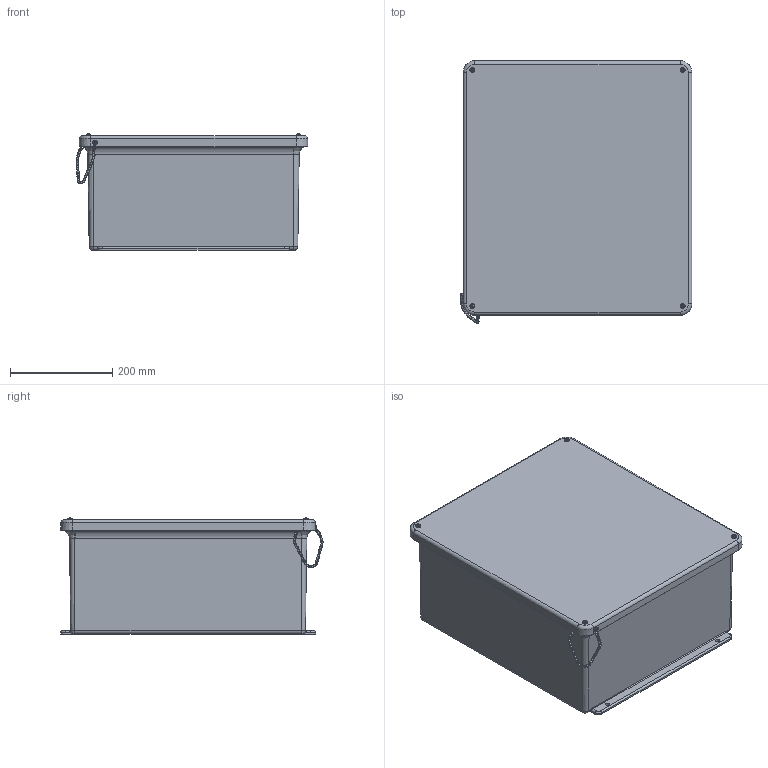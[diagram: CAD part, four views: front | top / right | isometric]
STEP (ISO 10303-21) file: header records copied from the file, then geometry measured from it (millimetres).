
FILE_DESCRIPTION(/* description */ (''),/* implementation_level */ '2;1');
FILE_NAME(/* name */ 'HW-J181608SC.stp',/* time_stamp */ '2014-03-17T09:08:51-05:00',/* author */ ('pmescher'),/* organization */ (''),/* preprocessor_version */ 'ST-DEVELOPER v15.2',/* originating_system */ 'Autodesk Inventor 2014',/* authorisation */ '');
FILE_SCHEMA (('AUTOMOTIVE_DESIGN { 1 0 10303 214 3 1 1 }'));
Length unit declared in the file: inch
Products named in the file (21): J1816W_1; RMINS45821P_61; RMINS45821P_62; RMINS45821P_63; RMINS45821P_64; RMINS45821P_65; RMINS45821P_66; RMINS45821P_67; RMINS45821P_68; J1816BW; J1816WCVR; GASKET_1816; WP1816WU; END; CURVED CHAIN_1816; 10SS_1816; RMSC10X063PHCPH; RMWAS283X126X026; RMRIV44; RMRIV43; J1816W_STP
Bounding box: 453.08 x 513.64 x 227.15 mm (x, y, z)
Volume: 4241866.8 mm3; surface area: 1710011.1 mm2
Topology: 21 solids, 21 shells, 867 faces, 2177 edges, 1369 vertices
Faces by surface type: cylinder 289, cone 213, plane 189, bspline 88, torus 52, sphere 36
Full cylindrical faces by diameter (mm): 3.175 x2, 3.2 x1, 3.556 x7, 3.683 x4, 3.861 x5, 3.962 x7, 3.967 x80, 4.762 x2, 4.826 x80, 5.537 x4, 6.35 x2, 6.858 x8, 7.188 x1
Entity records: 18720 total; most frequent: CARTESIAN_POINT 7479, DIRECTION 2414, ORIENTED_EDGE 1968, AXIS2_PLACEMENT_3D 1049, EDGE_CURVE 984, EDGE_LOOP 739, VERTEX_POINT 683, ADVANCED_FACE 516
